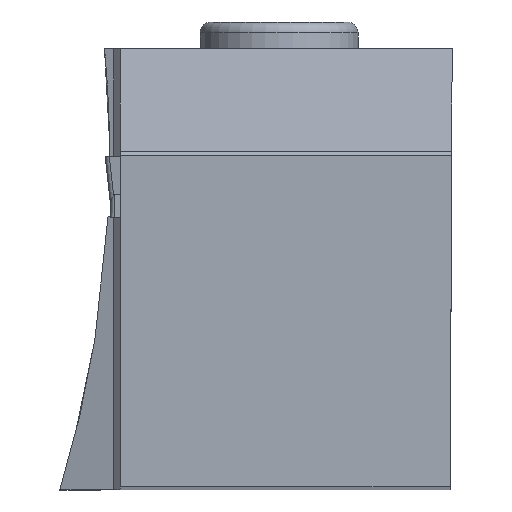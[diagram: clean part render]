
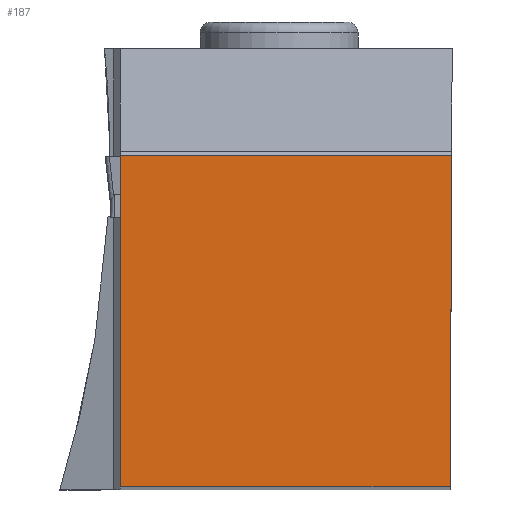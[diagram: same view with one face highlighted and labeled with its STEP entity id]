
A CAD part, top view. The second image highlights one B-rep face of the part: STEP entity #187.
In plain terms, the highlighted planar face has unit normal (0, 0, 1).
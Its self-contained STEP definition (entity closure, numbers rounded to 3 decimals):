
#187=ADVANCED_FACE('BLANK_BOXF006',(#297),#237,.F.);
#237=PLANE('',#1420);
#297=FACE_OUTER_BOUND('',#359,.T.);
#359=EDGE_LOOP('',(#650,#651,#652,#653));
#650=ORIENTED_EDGE('',*,*,#961,.F.);
#651=ORIENTED_EDGE('',*,*,#990,.F.);
#652=ORIENTED_EDGE('',*,*,#1003,.F.);
#653=ORIENTED_EDGE('',*,*,#1004,.F.);
#818=VERTEX_POINT('',#2143);
#819=VERTEX_POINT('',#2145);
#837=VERTEX_POINT('',#2269);
#846=VERTEX_POINT('',#2294);
#961=EDGE_CURVE('',#818,#819,#1099,.T.);
#990=EDGE_CURVE('',#837,#818,#1122,.T.);
#1003=EDGE_CURVE('',#846,#837,#1134,.T.);
#1004=EDGE_CURVE('',#819,#846,#1135,.T.);
#1099=LINE('',#2144,#1232);
#1122=LINE('',#2270,#1255);
#1134=LINE('',#2295,#1267);
#1135=LINE('',#2297,#1268);
#1232=VECTOR('',#1642,1.);
#1255=VECTOR('',#1679,1.);
#1267=VECTOR('',#1699,1.);
#1268=VECTOR('',#1702,1.);
#1420=AXIS2_PLACEMENT_3D('',#2298,#1703,#1704);
#1642=DIRECTION('',(0.,1.,0.));
#1679=DIRECTION('',(-1.,0.,0.));
#1699=DIRECTION('',(-0.004,-1.,0.));
#1702=DIRECTION('',(1.,0.,0.));
#1703=DIRECTION('',(0.,0.,-1.));
#1704=DIRECTION('',(0.,-1.,0.));
#2143=CARTESIAN_POINT('',(-24.875,0.,0.));
#2144=CARTESIAN_POINT('',(-24.875,-150.35,0.));
#2145=CARTESIAN_POINT('',(-24.875,24.875,0.));
#2269=CARTESIAN_POINT('',(-0.109,0.,0.));
#2270=CARTESIAN_POINT('',(150.35,0.,0.));
#2294=CARTESIAN_POINT('',(0.,24.875,0.));
#2295=CARTESIAN_POINT('',(0.547,150.349,0.));
#2297=CARTESIAN_POINT('',(-150.35,24.875,0.));
#2298=CARTESIAN_POINT('',(-29.41,-5.,0.));
